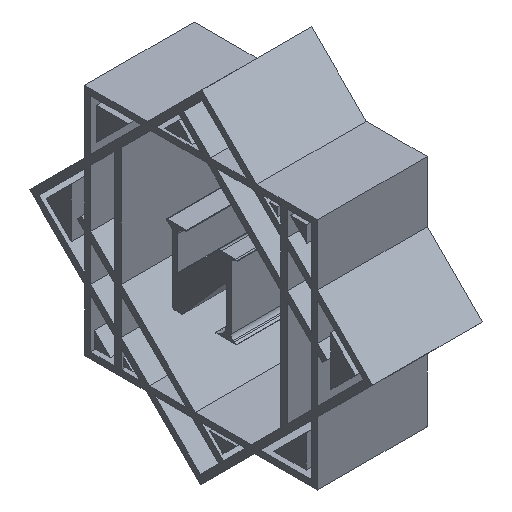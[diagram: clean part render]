
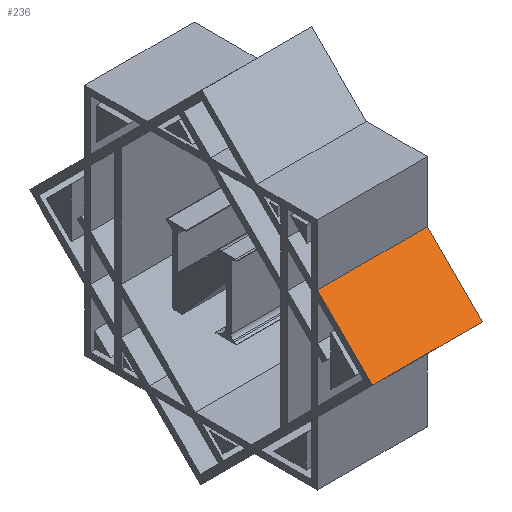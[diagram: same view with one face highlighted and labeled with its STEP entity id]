
A CAD part, isometric view. The second image highlights one B-rep face of the part: STEP entity #236.
In plain terms, the highlighted planar face has unit normal (0, -0.706, 0.708).
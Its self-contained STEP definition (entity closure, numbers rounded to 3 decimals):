
#123=CARTESIAN_POINT('Axis2P3D Location',(0.,51.863,112.277)) ;
#189=CARTESIAN_POINT('Vertex',(-20.,30.763,91.217)) ;
#192=CARTESIAN_POINT('Line Origine',(-10.,30.763,91.217)) ;
#196=CARTESIAN_POINT('Vertex',(0.,30.763,91.217)) ;
#211=CARTESIAN_POINT('Line Origine',(-20.,25.746,86.21)) ;
#215=CARTESIAN_POINT('Vertex',(-20.,20.729,81.202)) ;
#218=CARTESIAN_POINT('Line Origine',(-10.,20.729,81.202)) ;
#222=CARTESIAN_POINT('Vertex',(0.,20.729,81.202)) ;
#225=CARTESIAN_POINT('Line Origine',(0.,25.746,86.21)) ;
#124=DIRECTION('Axis2P3D Direction',(0.,0.706,-0.708)) ;
#125=DIRECTION('Axis2P3D XDirection',(-0.,-0.708,-0.706)) ;
#193=DIRECTION('Vector Direction',(-1.,0.,0.)) ;
#212=DIRECTION('Vector Direction',(0.,-0.708,-0.706)) ;
#219=DIRECTION('Vector Direction',(-1.,0.,0.)) ;
#226=DIRECTION('Vector Direction',(0.,-0.708,-0.706)) ;
#126=AXIS2_PLACEMENT_3D('Plane Axis2P3D',#123,#124,#125) ;
#231=ORIENTED_EDGE('',*,*,#217,.T.) ;
#232=ORIENTED_EDGE('',*,*,#224,.F.) ;
#233=ORIENTED_EDGE('',*,*,#229,.F.) ;
#234=ORIENTED_EDGE('',*,*,#198,.T.) ;
#194=VECTOR('Line Direction',#193,1.) ;
#213=VECTOR('Line Direction',#212,1.) ;
#220=VECTOR('Line Direction',#219,1.) ;
#227=VECTOR('Line Direction',#226,1.) ;
#236=ADVANCED_FACE('Body.2',(#235),#127,.F.) ;
#198=EDGE_CURVE('',#197,#190,#195,.T.) ;
#217=EDGE_CURVE('',#190,#216,#214,.T.) ;
#224=EDGE_CURVE('',#223,#216,#221,.T.) ;
#229=EDGE_CURVE('',#197,#223,#228,.T.) ;
#230=EDGE_LOOP('',(#231,#232,#233,#234)) ;
#235=FACE_OUTER_BOUND('',#230,.T.) ;
#195=LINE('Line',#192,#194) ;
#214=LINE('Line',#211,#213) ;
#221=LINE('Line',#218,#220) ;
#228=LINE('Line',#225,#227) ;
#127=PLANE('Plane',#126) ;
#190=VERTEX_POINT('',#189) ;
#197=VERTEX_POINT('',#196) ;
#216=VERTEX_POINT('',#215) ;
#223=VERTEX_POINT('',#222) ;
